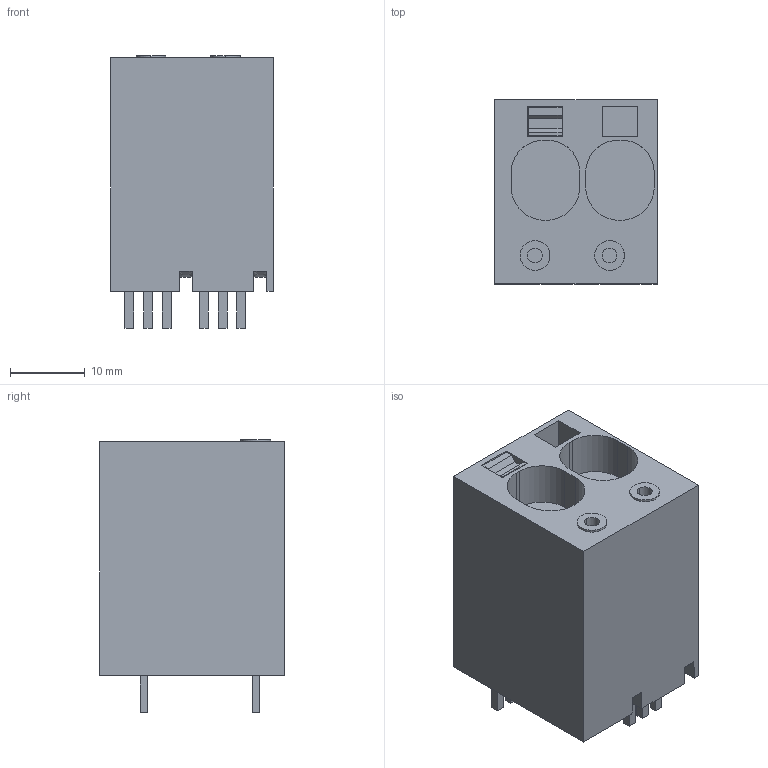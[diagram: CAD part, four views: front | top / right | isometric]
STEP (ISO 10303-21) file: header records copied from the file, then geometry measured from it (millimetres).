
FILE_DESCRIPTION(('CATIA V5 STEP Exchange','CAx-IF Rec.Pracs.--- Model Styling and Organization---1.2---2011-12-15'),'2;1');
FILE_NAME ('D1462843_0_2492110000_2492110000.stp','2018-03-29T09:32:32+00:00',('none'),('Weidmueller'),'CATIA Version 5-6 Release 2014','CATIA V5 STEP AP214','none');
FILE_SCHEMA(('AUTOMOTIVE_DESIGN { 1 0 10303 214 1 1 1 1 }'));
Length unit declared in the file: millimetre
Products named in the file (1): 2492110000
Bounding box: 21.8 x 24.7 x 36.6 mm (x, y, z)
Volume: 14616.3 mm3; surface area: 5934.5 mm2
Topology: 4 solids, 4 shells, 170 faces, 458 edges, 306 vertices
Faces by surface type: plane 136, cylinder 20, extrusion 14
Entity records: 5523 total; most frequent: CARTESIAN_POINT 1225, ORIENTED_EDGE 916, DIRECTION 706, EDGE_CURVE 458, VECTOR 404, LINE 390, VERTEX_POINT 306, EDGE_LOOP 180
